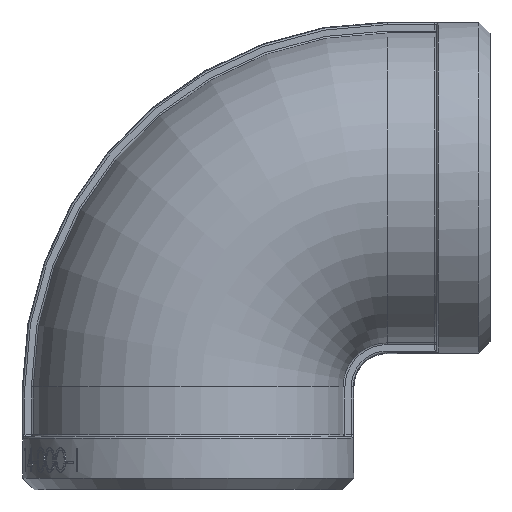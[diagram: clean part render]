
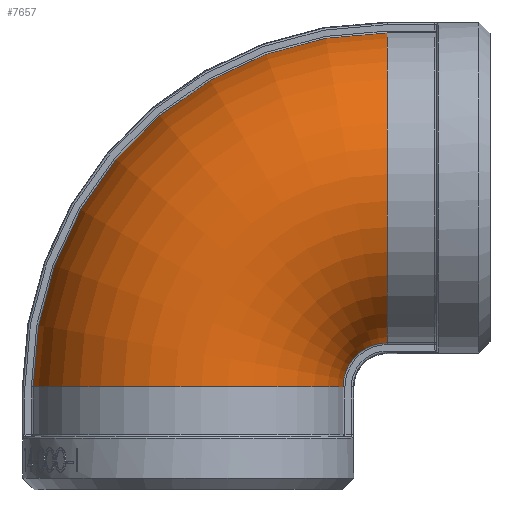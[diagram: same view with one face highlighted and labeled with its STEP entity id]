
A CAD part, top view. The second image highlights one B-rep face of the part: STEP entity #7657.
In plain terms, the highlighted toroidal (fillet/blend) face has major radius 30 mm and minor radius 23.5 mm.
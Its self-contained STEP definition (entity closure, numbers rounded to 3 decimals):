
#3508 = DIRECTION ( 'NONE',  ( 0., 0.994, 0.106 ) ) ;
#3560 = DIRECTION ( 'NONE',  ( 1., 0., 0. ) ) ;
#3589 = CARTESIAN_POINT ( 'NONE',  ( 30., 0., 0. ) ) ;
#6778 = FACE_OUTER_BOUND ( 'NONE', #15298, .T. ) ;
#6780 = DIRECTION ( 'NONE',  ( 0., 0., -1. ) ) ;
#6797 = CARTESIAN_POINT ( 'NONE',  ( 30., -30., 0. ) ) ;
#6798 = DIRECTION ( 'NONE',  ( 0., 1., 0. ) ) ;
#7287 = EDGE_CURVE ( 'NONE', #15531, #15537, #17048, .T. ) ;
#7296 = EDGE_CURVE ( 'NONE', #15506, #15561, #17033, .T. ) ;
#7393 = EDGE_CURVE ( 'NONE', #15506, #15537, #17195, .T. ) ;
#7657 = ADVANCED_FACE ( 'NONE', ( #6778 ), #17376, .T. ) ;
#7953 = EDGE_CURVE ( 'NONE', #15561, #15531, #21387, .T. ) ;
#8562 = DIRECTION ( 'NONE',  ( 0., 0., 1. ) ) ;
#8573 = DIRECTION ( 'NONE',  ( -0.707, 0.707, 0. ) ) ;
#8598 = CARTESIAN_POINT ( 'NONE',  ( 30., -30., 2.765 ) ) ;
#8837 = DIRECTION ( 'NONE',  ( 0., 0., -1. ) ) ;
#8846 = DIRECTION ( 'NONE',  ( -0.707, 0.707, 0. ) ) ;
#8849 = CARTESIAN_POINT ( 'NONE',  ( 30., -30., 2.765 ) ) ;
#12978 = ORIENTED_EDGE ( 'NONE', *, *, #7393, .T. ) ;
#12999 = ORIENTED_EDGE ( 'NONE', *, *, #7953, .F. ) ;
#13018 = ORIENTED_EDGE ( 'NONE', *, *, #7296, .F. ) ;
#13021 = ORIENTED_EDGE ( 'NONE', *, *, #7287, .F. ) ;
#15298 = EDGE_LOOP ( 'NONE', ( #13018, #12978, #13021, #12999 ) ) ;
#15506 = VERTEX_POINT ( 'NONE', #15937 ) ;
#15531 = VERTEX_POINT ( 'NONE', #15941 ) ;
#15537 = VERTEX_POINT ( 'NONE', #15910 ) ;
#15561 = VERTEX_POINT ( 'NONE', #15977 ) ;
#15910 = CARTESIAN_POINT ( 'NONE',  ( 23.337, -30., 2.765 ) ) ;
#15937 = CARTESIAN_POINT ( 'NONE',  ( -23.337, -30., 2.765 ) ) ;
#15941 = CARTESIAN_POINT ( 'NONE',  ( 30., -23.337, 2.765 ) ) ;
#15977 = CARTESIAN_POINT ( 'NONE',  ( 30., 23.337, 2.765 ) ) ;
#17033 = CIRCLE ( 'NONE', #17049, 53.337 ) ;
#17041 = AXIS2_PLACEMENT_3D ( 'NONE', #8598, #8562, #8573 ) ;
#17048 = CIRCLE ( 'NONE', #17041, 6.663 ) ;
#17049 = AXIS2_PLACEMENT_3D ( 'NONE', #8849, #8837, #8846 ) ;
#17195 = CIRCLE ( 'NONE', #17234, 23.5 ) ;
#17234 = AXIS2_PLACEMENT_3D ( 'NONE', #19021, #19040, #19048 ) ;
#17358 = AXIS2_PLACEMENT_3D ( 'NONE', #6797, #6780, #6798 ) ;
#17376 = TOROIDAL_SURFACE ( 'NONE', #17358, 30., 23.5 ) ;
#19021 = CARTESIAN_POINT ( 'NONE',  ( 0., -30., 0. ) ) ;
#19040 = DIRECTION ( 'NONE',  ( 0., 1., 0. ) ) ;
#19048 = DIRECTION ( 'NONE',  ( -0.994, 0., 0.106 ) ) ;
#21336 = AXIS2_PLACEMENT_3D ( 'NONE', #3589, #3560, #3508 ) ;
#21387 = CIRCLE ( 'NONE', #21336, 23.5 ) ;
